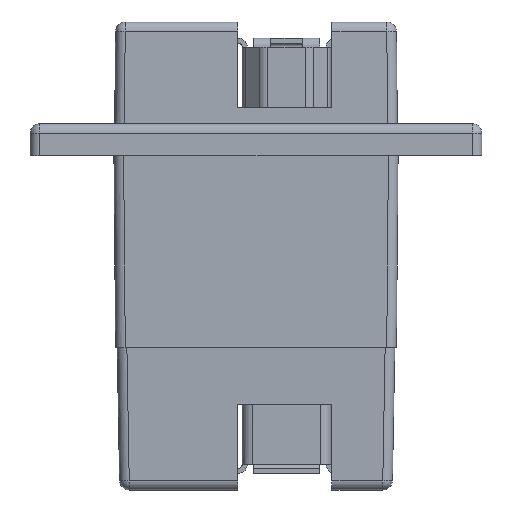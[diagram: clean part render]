
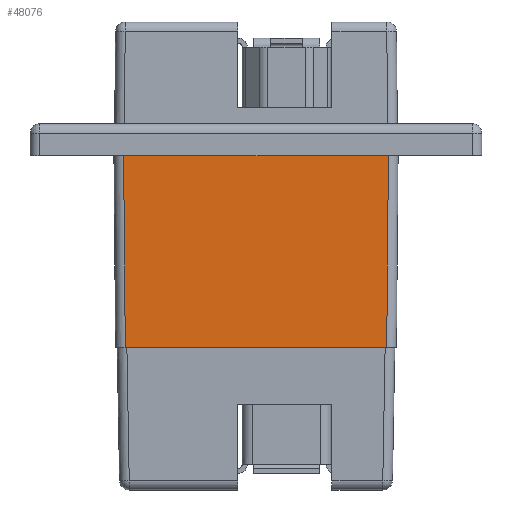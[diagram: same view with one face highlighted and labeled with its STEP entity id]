
A CAD part, left-side view. The second image highlights one B-rep face of the part: STEP entity #48076.
In plain terms, the highlighted planar face has unit normal (-1, 0, -0.009).
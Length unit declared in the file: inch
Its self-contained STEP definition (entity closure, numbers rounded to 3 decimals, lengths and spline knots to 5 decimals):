
#1977 = DIRECTION ( 'NONE',  ( 0., 1., 0. ) ) ;
#2643 = VERTEX_POINT ( 'NONE', #46472 ) ;
#2977 = VERTEX_POINT ( 'NONE', #48365 ) ;
#3753 = CARTESIAN_POINT ( 'NONE',  ( -0.32, 0.405, -0.592 ) ) ;
#6561 = DIRECTION ( 'NONE',  ( 0.009, -0.009, -1. ) ) ;
#7097 = VECTOR ( 'NONE', #41922, 39.37008 ) ;
#10192 = DIRECTION ( 'NONE',  ( -1., 0., -0.009 ) ) ;
#10280 = CARTESIAN_POINT ( 'NONE',  ( -0.32, -0.435, -0.592 ) ) ;
#12422 = ORIENTED_EDGE ( 'NONE', *, *, #17675, .T. ) ;
#13334 = AXIS2_PLACEMENT_3D ( 'NONE', #41670, #10192, #37874 ) ;
#13343 = CARTESIAN_POINT ( 'NONE',  ( -0.32517, 0.41017, 0. ) ) ;
#15881 = DIRECTION ( 'NONE',  ( -0.009, -0.009, 1. ) ) ;
#17675 = EDGE_CURVE ( 'NONE', #2977, #2643, #36232, .T. ) ;
#18302 = CARTESIAN_POINT ( 'NONE',  ( -0.31994, 0.40494, -0.59933 ) ) ;
#21678 = CARTESIAN_POINT ( 'NONE',  ( -0.32517, -0.435, 0. ) ) ;
#27528 = ORIENTED_EDGE ( 'NONE', *, *, #50314, .T. ) ;
#27658 = CARTESIAN_POINT ( 'NONE',  ( -0.32517, -0.41017, 0.00026 ) ) ;
#28818 = VECTOR ( 'NONE', #1977, 39.37008 ) ;
#30048 = LINE ( 'NONE', #21678, #28818 ) ;
#32709 = VERTEX_POINT ( 'NONE', #3753 ) ;
#33890 = PLANE ( 'NONE',  #13334 ) ;
#34585 = ORIENTED_EDGE ( 'NONE', *, *, #34724, .F. ) ;
#34606 = VECTOR ( 'NONE', #6561, 39.37008 ) ;
#34724 = EDGE_CURVE ( 'NONE', #2977, #32709, #49235, .T. ) ;
#35006 = VECTOR ( 'NONE', #15881, 39.37008 ) ;
#36232 = LINE ( 'NONE', #27658, #35006 ) ;
#37874 = DIRECTION ( 'NONE',  ( -0.009, 0., 1. ) ) ;
#38131 = VERTEX_POINT ( 'NONE', #13343 ) ;
#41006 = EDGE_CURVE ( 'NONE', #2643, #38131, #30048, .T. ) ;
#41028 = ORIENTED_EDGE ( 'NONE', *, *, #41006, .T. ) ;
#41670 = CARTESIAN_POINT ( 'NONE',  ( -0.32, -0.435, -0.592 ) ) ;
#41922 = DIRECTION ( 'NONE',  ( 0., 1., 0. ) ) ;
#44748 = FACE_OUTER_BOUND ( 'NONE', #50152, .T. ) ;
#45149 = LINE ( 'NONE', #18302, #34606 ) ;
#46472 = CARTESIAN_POINT ( 'NONE',  ( -0.32517, -0.41017, 0. ) ) ;
#48076 = ADVANCED_FACE ( 'NONE', ( #44748 ), #33890, .T. ) ;
#48365 = CARTESIAN_POINT ( 'NONE',  ( -0.32, -0.405, -0.592 ) ) ;
#49235 = LINE ( 'NONE', #10280, #7097 ) ;
#50152 = EDGE_LOOP ( 'NONE', ( #34585, #12422, #41028, #27528 ) ) ;
#50314 = EDGE_CURVE ( 'NONE', #38131, #32709, #45149, .T. ) ;
